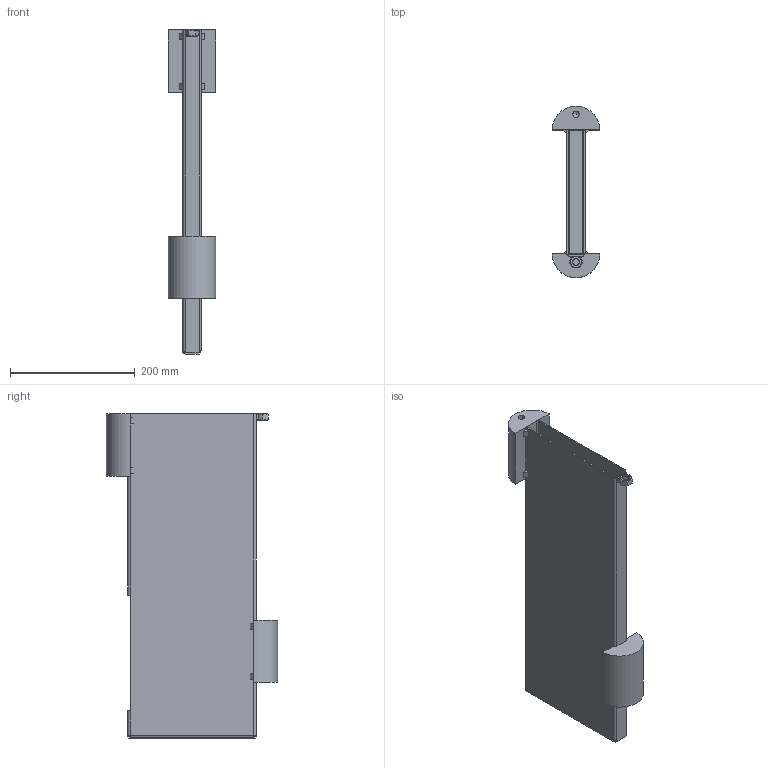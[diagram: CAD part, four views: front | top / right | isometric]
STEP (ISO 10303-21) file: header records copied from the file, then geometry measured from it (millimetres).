
FILE_DESCRIPTION(/* description */ (''),/* implementation_level */ '2;1');
FILE_NAME(/* name */ 'B 225 Beam unit.stp',/* time_stamp */ '2016-06-21T19:05:37+02:00',/* author */ ('OEM'),/* organization */ (''),/* preprocessor_version */ 'ST-DEVELOPER v15.2',/* originating_system */ 'Autodesk Inventor 2014',/* authorisation */ '');
FILE_SCHEMA (('CONFIG_CONTROL_DESIGN'));
Length unit declared in the file: millimetre
Products named in the file (8): B 225 Beam unit_Welds; B 225-1-2 Left outer tube; B 225-1-1 Right outer tube; B 225-1 Outer tube; B 300-2 Half round steel; B 300-3 Half round steel; DIN 934 - M12 x 1,75; B 225 Beam unit
Bounding box: 76 x 274 x 519 mm (x, y, z)
Volume: 938706.1 mm3; surface area: 556563.7 mm2
Topology: 15 solids, 15 shells, 184 faces, 394 edges, 240 vertices
Faces by surface type: plane 145, cylinder 27, cone 8, bspline 4
Full cylindrical faces by diameter (mm): 10.106 x4, 13.835 x1
Entity records: 15925 total; most frequent: CARTESIAN_POINT 11911, DIRECTION 809, ORIENTED_EDGE 752, EDGE_CURVE 376, LINE 285, VECTOR 285, AXIS2_PLACEMENT_3D 262, VERTEX_POINT 235
